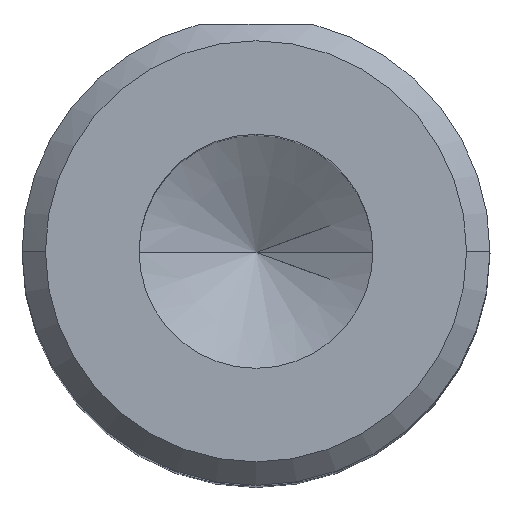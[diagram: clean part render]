
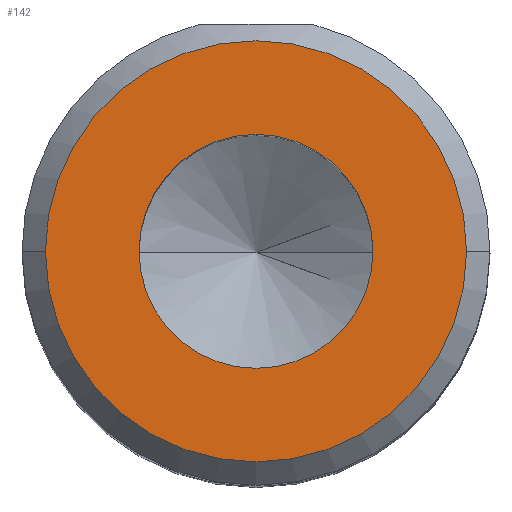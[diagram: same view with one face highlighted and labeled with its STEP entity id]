
A CAD part, top view. The second image highlights one B-rep face of the part: STEP entity #142.
In plain terms, the highlighted planar face has unit normal (0, 0, 1).
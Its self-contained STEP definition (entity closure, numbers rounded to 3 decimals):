
#1 = AXIS2_PLACEMENT_3D ( 'NONE', #456, #1141, #553 ) ;
#9 = AXIS2_PLACEMENT_3D ( 'NONE', #161, #847, #263 ) ;
#33 = VERTEX_POINT ( 'NONE', #303 ) ;
#76 = DIRECTION ( 'NONE',  ( 0., 0., 1. ) ) ;
#85 = CARTESIAN_POINT ( 'NONE',  ( -2.5, 0., 15. ) ) ;
#102 = AXIS2_PLACEMENT_3D ( 'NONE', #220, #908, #317 ) ;
#112 = CARTESIAN_POINT ( 'NONE',  ( 0., 0., 15. ) ) ;
#133 = AXIS2_PLACEMENT_3D ( 'NONE', #112, #795, #211 ) ;
#142 = ADVANCED_FACE ( 'NONE', ( #500, #998 ), #1238, .T. ) ;
#161 = CARTESIAN_POINT ( 'NONE',  ( 0., 0., 15. ) ) ;
#210 = CARTESIAN_POINT ( 'NONE',  ( 2.5, 0., 15. ) ) ;
#211 = DIRECTION ( 'NONE',  ( 1., 0., 0. ) ) ;
#220 = CARTESIAN_POINT ( 'NONE',  ( 0., 0., 15. ) ) ;
#233 = VERTEX_POINT ( 'NONE', #85 ) ;
#263 = DIRECTION ( 'NONE',  ( 1., 0., 0. ) ) ;
#303 = CARTESIAN_POINT ( 'NONE',  ( 4.5, 0., 15. ) ) ;
#316 = ORIENTED_EDGE ( 'NONE', *, *, #774, .F. ) ;
#317 = DIRECTION ( 'NONE',  ( 1., 0., 0. ) ) ;
#395 = AXIS2_PLACEMENT_3D ( 'NONE', #664, #76, #762 ) ;
#403 = EDGE_LOOP ( 'NONE', ( #1182, #660 ) ) ;
#423 = VERTEX_POINT ( 'NONE', #1252 ) ;
#432 = CIRCLE ( 'NONE', #133, 4.5 ) ;
#456 = CARTESIAN_POINT ( 'NONE',  ( 0., 0., 15. ) ) ;
#458 = ORIENTED_EDGE ( 'NONE', *, *, #1018, .F. ) ;
#500 = FACE_OUTER_BOUND ( 'NONE', #403, .T. ) ;
#511 = VERTEX_POINT ( 'NONE', #210 ) ;
#553 = DIRECTION ( 'NONE',  ( 1., 0., 0. ) ) ;
#660 = ORIENTED_EDGE ( 'NONE', *, *, #731, .T. ) ;
#664 = CARTESIAN_POINT ( 'NONE',  ( 0., 0., 15. ) ) ;
#673 = EDGE_LOOP ( 'NONE', ( #458, #316 ) ) ;
#731 = EDGE_CURVE ( 'NONE', #33, #423, #432, .T. ) ;
#762 = DIRECTION ( 'NONE',  ( 1., 0., 0. ) ) ;
#774 = EDGE_CURVE ( 'NONE', #233, #511, #896, .T. ) ;
#795 = DIRECTION ( 'NONE',  ( 0., 0., 1. ) ) ;
#847 = DIRECTION ( 'NONE',  ( 0., 0., 1. ) ) ;
#896 = CIRCLE ( 'NONE', #102, 2.5 ) ;
#908 = DIRECTION ( 'NONE',  ( 0., 0., 1. ) ) ;
#946 = CIRCLE ( 'NONE', #9, 4.5 ) ;
#998 = FACE_BOUND ( 'NONE', #673, .T. ) ;
#1014 = EDGE_CURVE ( 'NONE', #423, #33, #946, .T. ) ;
#1018 = EDGE_CURVE ( 'NONE', #511, #233, #1193, .T. ) ;
#1141 = DIRECTION ( 'NONE',  ( 0., 0., 1. ) ) ;
#1182 = ORIENTED_EDGE ( 'NONE', *, *, #1014, .T. ) ;
#1193 = CIRCLE ( 'NONE', #1, 2.5 ) ;
#1238 = PLANE ( 'NONE',  #395 ) ;
#1252 = CARTESIAN_POINT ( 'NONE',  ( -4.5, 0., 15. ) ) ;
